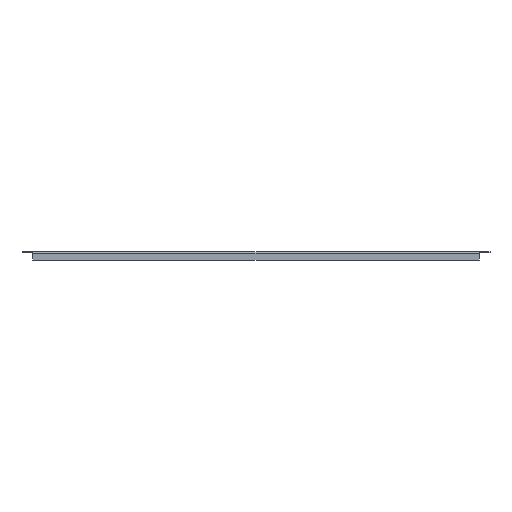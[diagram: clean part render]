
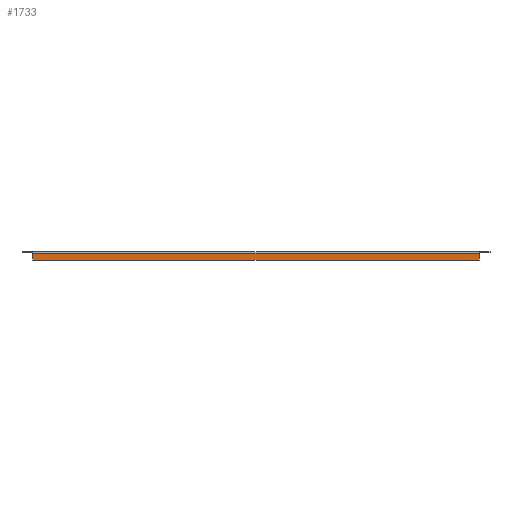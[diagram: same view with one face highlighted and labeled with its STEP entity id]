
A CAD part, front view. The second image highlights one B-rep face of the part: STEP entity #1733.
In plain terms, the highlighted planar face has unit normal (0, -1, 0).
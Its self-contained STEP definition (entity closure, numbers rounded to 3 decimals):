
#32 = VECTOR ( 'NONE', #383, 1000. ) ;
#65 = CARTESIAN_POINT ( 'NONE',  ( 26., -551.5, -2.5 ) ) ;
#101 = DIRECTION ( 'NONE',  ( 0., 0., -1. ) ) ;
#136 = ORIENTED_EDGE ( 'NONE', *, *, #674, .F. ) ;
#185 = LINE ( 'NONE', #794, #32 ) ;
#191 = VECTOR ( 'NONE', #1467, 1000. ) ;
#266 = CARTESIAN_POINT ( 'NONE',  ( 1111.5, -551.5, -20. ) ) ;
#271 = LINE ( 'NONE', #65, #2379 ) ;
#310 = CARTESIAN_POINT ( 'NONE',  ( 0., -551.5, 0. ) ) ;
#328 = VERTEX_POINT ( 'NONE', #1106 ) ;
#383 = DIRECTION ( 'NONE',  ( -1., 0., 0. ) ) ;
#453 = VERTEX_POINT ( 'NONE', #2414 ) ;
#531 = EDGE_LOOP ( 'NONE', ( #2645, #759, #136, #2444 ) ) ;
#674 = EDGE_CURVE ( 'NONE', #453, #328, #271, .T. ) ;
#759 = ORIENTED_EDGE ( 'NONE', *, *, #879, .T. ) ;
#794 = CARTESIAN_POINT ( 'NONE',  ( 0., -551.5, -3.5 ) ) ;
#879 = EDGE_CURVE ( 'NONE', #2451, #328, #185, .T. ) ;
#930 = FACE_OUTER_BOUND ( 'NONE', #531, .T. ) ;
#1076 = CARTESIAN_POINT ( 'NONE',  ( 1111.5, -551.5, -20. ) ) ;
#1106 = CARTESIAN_POINT ( 'NONE',  ( 26., -551.5, -3.5 ) ) ;
#1225 = EDGE_CURVE ( 'NONE', #2638, #453, #1734, .T. ) ;
#1380 = PLANE ( 'NONE',  #1385 ) ;
#1385 = AXIS2_PLACEMENT_3D ( 'NONE', #310, #2001, #101 ) ;
#1467 = DIRECTION ( 'NONE',  ( 0., 0., -1. ) ) ;
#1536 = VECTOR ( 'NONE', #2371, 1000. ) ;
#1549 = EDGE_CURVE ( 'NONE', #2451, #2638, #1899, .T. ) ;
#1733 = ADVANCED_FACE ( 'NONE', ( #930 ), #1380, .T. ) ;
#1734 = LINE ( 'NONE', #2569, #1536 ) ;
#1899 = LINE ( 'NONE', #1076, #191 ) ;
#2001 = DIRECTION ( 'NONE',  ( 0., -1., 0. ) ) ;
#2133 = DIRECTION ( 'NONE',  ( 0., 0., 1. ) ) ;
#2371 = DIRECTION ( 'NONE',  ( -1., 0., 0. ) ) ;
#2379 = VECTOR ( 'NONE', #2133, 1000. ) ;
#2414 = CARTESIAN_POINT ( 'NONE',  ( 26., -551.5, -20. ) ) ;
#2444 = ORIENTED_EDGE ( 'NONE', *, *, #1225, .F. ) ;
#2451 = VERTEX_POINT ( 'NONE', #2624 ) ;
#2569 = CARTESIAN_POINT ( 'NONE',  ( 26., -551.5, -20. ) ) ;
#2624 = CARTESIAN_POINT ( 'NONE',  ( 1111.5, -551.5, -3.5 ) ) ;
#2638 = VERTEX_POINT ( 'NONE', #266 ) ;
#2645 = ORIENTED_EDGE ( 'NONE', *, *, #1549, .F. ) ;
